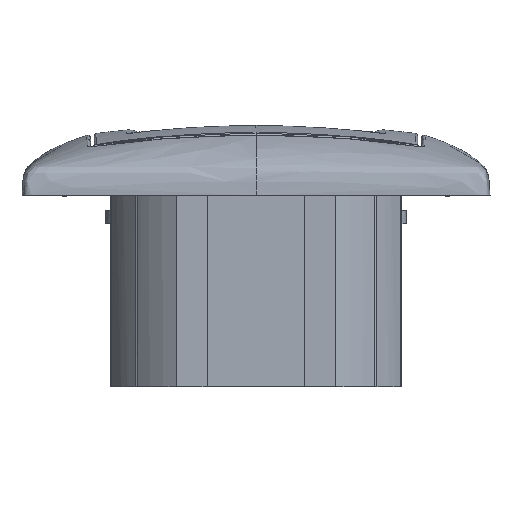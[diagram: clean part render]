
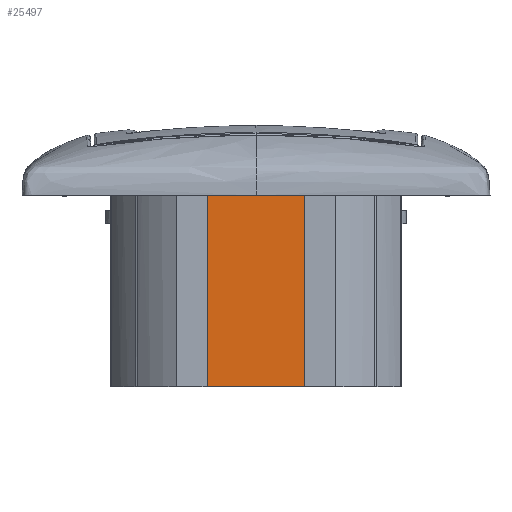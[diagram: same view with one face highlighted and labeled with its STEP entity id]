
A CAD part, front view. The second image highlights one B-rep face of the part: STEP entity #25497.
In plain terms, the highlighted planar face has unit normal (0, -1, 0).
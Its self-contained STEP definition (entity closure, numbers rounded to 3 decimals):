
#2363 = VERTEX_POINT ( 'NONE', #96938 ) ;
#3399 = VERTEX_POINT ( 'NONE', #94909 ) ;
#5651 = CARTESIAN_POINT ( 'NONE',  ( -8.568, -27.268, 1.9 ) ) ;
#7028 = VERTEX_POINT ( 'NONE', #90345 ) ;
#13586 = B_SPLINE_CURVE_WITH_KNOTS ( 'NONE', 3,
 ( #16865, #47584, #91485, #53176 ),
 .UNSPECIFIED., .F., .F.,
 ( 4, 4 ),
 ( 0., 1. ),
 .UNSPECIFIED. ) ;
#16328 = EDGE_LOOP ( 'NONE', ( #56851, #39045, #23113, #87683 ) ) ;
#16865 = CARTESIAN_POINT ( 'NONE',  ( -8.568, -27.268, -31.6 ) ) ;
#20406 = DIRECTION ( 'NONE',  ( 0., -1., 0. ) ) ;
#21396 = FACE_OUTER_BOUND ( 'NONE', #16328, .T. ) ;
#23113 = ORIENTED_EDGE ( 'NONE', *, *, #79784, .T. ) ;
#25278 = CARTESIAN_POINT ( 'NONE',  ( 8.432, -27.268, -20.433 ) ) ;
#25497 = ADVANCED_FACE ( 'NONE', ( #21396 ), #89459, .T. ) ;
#27272 = CARTESIAN_POINT ( 'NONE',  ( -8.568, -27.268, -9.267 ) ) ;
#29444 = CARTESIAN_POINT ( 'NONE',  ( 8.432, -27.268, 1.9 ) ) ;
#30359 = B_SPLINE_CURVE_WITH_KNOTS ( 'NONE', 3,
 ( #49967, #27272, #42897, #73670 ),
 .UNSPECIFIED., .F., .F.,
 ( 4, 4 ),
 ( 0., 1. ),
 .UNSPECIFIED. ) ;
#35579 = B_SPLINE_CURVE_WITH_KNOTS ( 'NONE', 3,
 ( #55542, #79713, #25278, #41385 ),
 .UNSPECIFIED., .F., .F.,
 ( 4, 4 ),
 ( 0., 1. ),
 .UNSPECIFIED. ) ;
#39045 = ORIENTED_EDGE ( 'NONE', *, *, #73259, .F. ) ;
#40589 = EDGE_CURVE ( 'NONE', #7028, #2363, #30359, .T. ) ;
#41385 = CARTESIAN_POINT ( 'NONE',  ( 8.432, -27.268, -31.6 ) ) ;
#42897 = CARTESIAN_POINT ( 'NONE',  ( -8.568, -27.268, -20.433 ) ) ;
#43590 = DIRECTION ( 'NONE',  ( 0., 0., -1. ) ) ;
#45920 = CARTESIAN_POINT ( 'NONE',  ( 2.766, -27.268, 1.9 ) ) ;
#46405 = CARTESIAN_POINT ( 'NONE',  ( 8.432, -27.268, 1.9 ) ) ;
#47584 = CARTESIAN_POINT ( 'NONE',  ( -2.901, -27.268, -31.6 ) ) ;
#49098 = B_SPLINE_CURVE_WITH_KNOTS ( 'NONE', 3,
 ( #46405, #45920, #52997, #5651 ),
 .UNSPECIFIED., .F., .F.,
 ( 4, 4 ),
 ( 0., 1. ),
 .UNSPECIFIED. ) ;
#49967 = CARTESIAN_POINT ( 'NONE',  ( -8.568, -27.268, 1.9 ) ) ;
#52997 = CARTESIAN_POINT ( 'NONE',  ( -2.901, -27.268, 1.9 ) ) ;
#53176 = CARTESIAN_POINT ( 'NONE',  ( 8.432, -27.268, -31.6 ) ) ;
#55542 = CARTESIAN_POINT ( 'NONE',  ( 8.432, -27.268, 1.9 ) ) ;
#55946 = CARTESIAN_POINT ( 'NONE',  ( 8.432, -27.268, 1.9 ) ) ;
#56851 = ORIENTED_EDGE ( 'NONE', *, *, #67214, .T. ) ;
#64436 = VERTEX_POINT ( 'NONE', #55946 ) ;
#67214 = EDGE_CURVE ( 'NONE', #2363, #3399, #13586, .T. ) ;
#73259 = EDGE_CURVE ( 'NONE', #64436, #3399, #35579, .T. ) ;
#73670 = CARTESIAN_POINT ( 'NONE',  ( -8.568, -27.268, -31.6 ) ) ;
#79713 = CARTESIAN_POINT ( 'NONE',  ( 8.432, -27.268, -9.267 ) ) ;
#79784 = EDGE_CURVE ( 'NONE', #64436, #7028, #49098, .T. ) ;
#87019 = AXIS2_PLACEMENT_3D ( 'NONE', #29444, #20406, #43590 ) ;
#87683 = ORIENTED_EDGE ( 'NONE', *, *, #40589, .T. ) ;
#89459 = PLANE ( 'NONE',  #87019 ) ;
#90345 = CARTESIAN_POINT ( 'NONE',  ( -8.568, -27.268, 1.9 ) ) ;
#91485 = CARTESIAN_POINT ( 'NONE',  ( 2.766, -27.268, -31.6 ) ) ;
#94909 = CARTESIAN_POINT ( 'NONE',  ( 8.432, -27.268, -31.6 ) ) ;
#96938 = CARTESIAN_POINT ( 'NONE',  ( -8.568, -27.268, -31.6 ) ) ;
